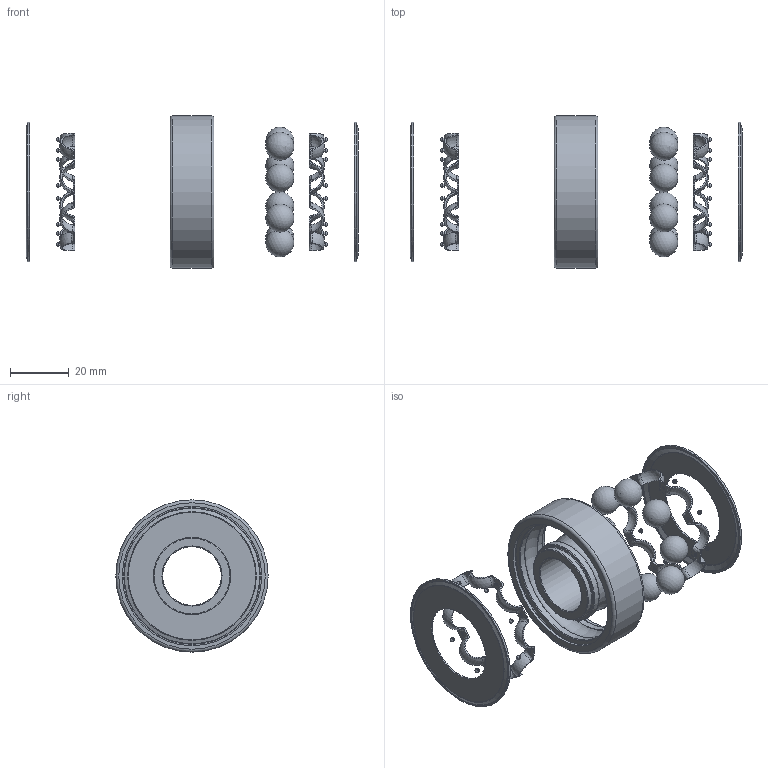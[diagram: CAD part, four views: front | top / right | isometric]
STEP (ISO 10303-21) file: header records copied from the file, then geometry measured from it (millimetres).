
FILE_DESCRIPTION(('STEP AP242'), '1');
FILE_NAME('Bearing_Deconstructed', '', ('UNSPECIFIED'), ('UNSPECIFIED'), 'C3D Converter', 'C3D Toolkit', '');
FILE_SCHEMA(('AP242_MANAGED_MODEL_BASED_3D_ENGINEERING_MIM_LF { 1 0 10303 442 1 1 4 }'));
Length unit declared in the file: millimetre
Assembly tree (30 placements, depth 2):
  (unnamed)
    (unnamed)
    (unnamed)
    (unnamed)
    (unnamed)  x5
    (unnamed)  x3
    (unnamed)
    (unnamed)  x4
    (unnamed)  x2
    (unnamed)  x12
Bounding box: 113.4 x 52 x 52 mm (x, y, z)
Volume: 17907.5 mm3; surface area: 19589.4 mm2
Topology: 30 solids, 30 shells, 288 faces, 682 edges, 444 vertices
Faces by surface type: plane 82, bspline 64, sphere 56, cylinder 52, torus 30, cone 4
Full cylindrical faces by diameter (mm): 1 x32, 20 x1, 26.4 x4, 28.64 x2, 32 x2, 40 x2, 43.36 x2, 45.6 x2, 47.6 x4, 52 x1
Entity records: 21118 total; most frequent: CARTESIAN_POINT 15733, ORIENTED_EDGE 972, DIRECTION 678, EDGE_CURVE 486, VERTEX_POINT 358, AXIS2_PLACEMENT_3D 339, B_SPLINE_CURVE_WITH_KNOTS 328, EDGE_LOOP 324
